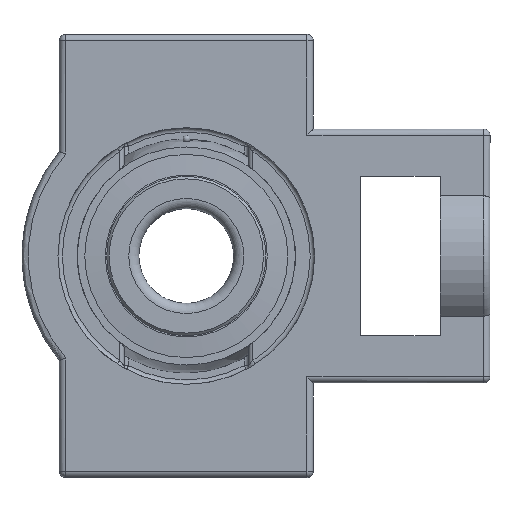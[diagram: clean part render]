
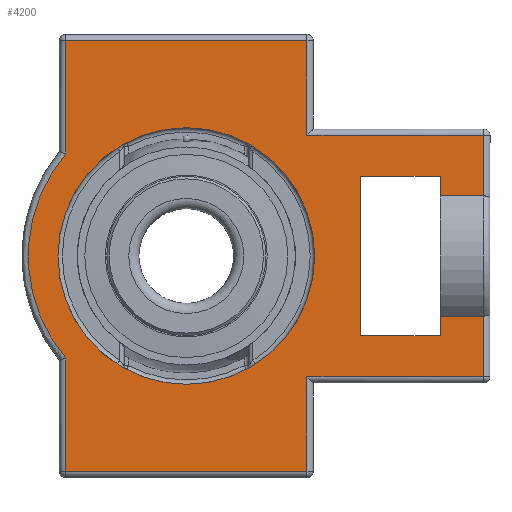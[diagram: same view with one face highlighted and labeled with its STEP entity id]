
A CAD part, left-side view. The second image highlights one B-rep face of the part: STEP entity #4200.
In plain terms, the highlighted face is planar.
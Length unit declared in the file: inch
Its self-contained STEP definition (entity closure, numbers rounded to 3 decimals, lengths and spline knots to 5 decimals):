
#977=VECTOR('',#4920,1.);
#1011=VECTOR('',#5071,1.);
#1012=VECTOR('',#5074,1.);
#1015=VECTOR('',#5084,1.);
#1016=VECTOR('',#5089,1.);
#1018=VECTOR('',#5098,1.);
#1023=VECTOR('',#5109,1.);
#1027=VECTOR('',#5119,1.);
#1030=VECTOR('',#5128,1.);
#1035=VECTOR('',#5139,1.);
#1042=VECTOR('',#5153,1.);
#1043=VECTOR('',#5154,1.);
#1044=VECTOR('',#5155,1.);
#1045=VECTOR('',#5156,1.);
#1046=VECTOR('',#5157,1.);
#1047=VECTOR('',#5158,1.);
#1185=LINE('',#6304,#977);
#1219=LINE('',#6499,#1011);
#1220=LINE('',#6516,#1012);
#1223=LINE('',#6524,#1015);
#1224=LINE('',#6528,#1016);
#1226=LINE('',#6550,#1018);
#1231=LINE('',#6560,#1023);
#1235=LINE('',#6569,#1027);
#1238=LINE('',#6577,#1030);
#1243=LINE('',#6604,#1035);
#1250=LINE('',#6637,#1042);
#1251=LINE('',#6639,#1043);
#1252=LINE('',#6641,#1044);
#1253=LINE('',#6643,#1045);
#1254=LINE('',#6645,#1046);
#1255=LINE('',#6648,#1047);
#1458=PLANE('',#4523);
#1555=VERTEX_POINT('',#6269);
#1558=VERTEX_POINT('',#6278);
#1560=VERTEX_POINT('',#6283);
#1564=VERTEX_POINT('',#6292);
#1566=VERTEX_POINT('',#6297);
#1569=VERTEX_POINT('',#6305);
#1570=VERTEX_POINT('',#6309);
#1573=VERTEX_POINT('',#6316);
#1615=VERTEX_POINT('',#6500);
#1617=VERTEX_POINT('',#6525);
#1618=VERTEX_POINT('',#6529);
#1626=VERTEX_POINT('',#6578);
#1631=VERTEX_POINT('',#6605);
#1638=VERTEX_POINT('',#6638);
#1639=VERTEX_POINT('',#6640);
#1640=VERTEX_POINT('',#6642);
#1641=VERTEX_POINT('',#6644);
#1642=VERTEX_POINT('',#6646);
#1643=VERTEX_POINT('',#6647);
#1887=CIRCLE('',#4416,1.01482);
#1938=CIRCLE('',#4520,1.24921);
#2102=EDGE_CURVE('',#1555,#1555,#1887,.T.);
#2116=EDGE_CURVE('',#1566,#1569,#1185,.T.);
#2187=EDGE_CURVE('',#1573,#1615,#1219,.T.);
#2189=EDGE_CURVE('',#1569,#1573,#1220,.T.);
#2194=EDGE_CURVE('',#1570,#1617,#1223,.T.);
#2196=EDGE_CURVE('',#1618,#1570,#1224,.T.);
#2201=EDGE_CURVE('',#1617,#1564,#1226,.T.);
#2207=EDGE_CURVE('',#1560,#1566,#1231,.T.);
#2212=EDGE_CURVE('',#1564,#1558,#1235,.T.);
#2216=EDGE_CURVE('',#1626,#1560,#1238,.T.);
#2223=EDGE_CURVE('',#1558,#1631,#1243,.T.);
#2225=EDGE_CURVE('',#1631,#1626,#1938,.T.);
#2234=EDGE_CURVE('',#1618,#1638,#1250,.T.);
#2235=EDGE_CURVE('',#1639,#1638,#1251,.T.);
#2236=EDGE_CURVE('',#1640,#1639,#1252,.T.);
#2237=EDGE_CURVE('',#1641,#1640,#1253,.T.);
#2238=EDGE_CURVE('',#1642,#1641,#1254,.T.);
#2239=EDGE_CURVE('',#1643,#1642,#1251,.T.);
#2240=EDGE_CURVE('',#1643,#1615,#1255,.T.);
#2884=ORIENTED_EDGE('',*,*,#2187,.F.);
#2885=ORIENTED_EDGE('',*,*,#2189,.F.);
#2886=ORIENTED_EDGE('',*,*,#2116,.F.);
#2887=ORIENTED_EDGE('',*,*,#2207,.F.);
#2888=ORIENTED_EDGE('',*,*,#2216,.F.);
#2889=ORIENTED_EDGE('',*,*,#2225,.F.);
#2890=ORIENTED_EDGE('',*,*,#2223,.F.);
#2891=ORIENTED_EDGE('',*,*,#2212,.F.);
#2892=ORIENTED_EDGE('',*,*,#2201,.F.);
#2893=ORIENTED_EDGE('',*,*,#2194,.F.);
#2894=ORIENTED_EDGE('',*,*,#2196,.F.);
#2895=ORIENTED_EDGE('',*,*,#2234,.T.);
#2896=ORIENTED_EDGE('',*,*,#2235,.F.);
#2897=ORIENTED_EDGE('',*,*,#2236,.F.);
#2898=ORIENTED_EDGE('',*,*,#2237,.F.);
#2899=ORIENTED_EDGE('',*,*,#2238,.F.);
#2900=ORIENTED_EDGE('',*,*,#2239,.F.);
#2901=ORIENTED_EDGE('',*,*,#2240,.T.);
#2902=ORIENTED_EDGE('',*,*,#2102,.T.);
#3647=EDGE_LOOP('',(#2884,#2885,#2886,#2887,#2888,#2889,#2890,#2891,#2892,
#2893,#2894,#2895,#2896,#2897,#2898,#2899,#2900,#2901));
#3648=EDGE_LOOP('',(#2902));
#3922=FACE_BOUND('',#3647,.T.);
#3923=FACE_BOUND('',#3648,.T.);
#4200=ADVANCED_FACE('',(#3922,#3923),#1458,.T.);
#4416=AXIS2_PLACEMENT_3D('',#6268,#4880,#4881);
#4520=AXIS2_PLACEMENT_3D('',#6621,#5141,#5142);
#4523=AXIS2_PLACEMENT_3D('',#6636,#5152,$);
#4880=DIRECTION('',(0.,0.,-1.));
#4881=DIRECTION('',(0.,1.015,0.));
#4920=DIRECTION('',(-1.,0.,0.));
#5071=DIRECTION('',(-1.,0.,0.));
#5074=DIRECTION('',(0.,-1.,0.));
#5084=DIRECTION('',(0.,1.,0.));
#5089=DIRECTION('',(-1.,0.,0.));
#5098=DIRECTION('',(-1.,0.,0.));
#5109=DIRECTION('',(0.,-1.,0.));
#5119=DIRECTION('',(0.,1.,0.));
#5128=DIRECTION('',(1.,0.,0.));
#5139=DIRECTION('',(1.,0.,0.));
#5141=DIRECTION('',(0.,0.,-1.));
#5142=DIRECTION('',(0.,1.249,0.));
#5152=DIRECTION('',(0.,0.,1.));
#5153=DIRECTION('',(0.,1.,0.));
#5154=DIRECTION('',(1.,0.,0.));
#5155=DIRECTION('',(0.,-1.,0.));
#5156=DIRECTION('',(-1.,0.,0.));
#5157=DIRECTION('',(0.,1.,0.));
#5158=DIRECTION('',(0.,-1.,0.));
#6268=CARTESIAN_POINT('',(0.,0.,0.41339));
#6269=CARTESIAN_POINT('',(0.,1.01482,0.41339));
#6278=CARTESIAN_POINT('',(-1.70197,0.95394,0.41339));
#6283=CARTESIAN_POINT('',(1.70197,0.95394,0.41339));
#6292=CARTESIAN_POINT('',(-1.70197,-0.95394,0.41339));
#6297=CARTESIAN_POINT('',(1.70197,-0.95394,0.41339));
#6304=CARTESIAN_POINT('',(0.31935,-0.95394,0.41339));
#6305=CARTESIAN_POINT('',(0.95394,-0.95394,0.41339));
#6309=CARTESIAN_POINT('',(-0.95394,-2.35157,0.41339));
#6316=CARTESIAN_POINT('',(0.95394,-2.35157,0.41339));
#6499=CARTESIAN_POINT('',(-0.62062,-2.35157,0.41339));
#6500=CARTESIAN_POINT('',(0.4753,-2.35157,0.41339));
#6516=CARTESIAN_POINT('',(0.95394,-1.17454,0.41339));
#6524=CARTESIAN_POINT('',(-0.95394,-1.17454,0.41339));
#6525=CARTESIAN_POINT('',(-0.95394,-0.95394,0.41339));
#6528=CARTESIAN_POINT('',(-0.62062,-2.35157,0.41339));
#6529=CARTESIAN_POINT('',(-0.4753,-2.35157,0.41339));
#6550=CARTESIAN_POINT('',(-1.05861,-0.95394,0.41339));
#6560=CARTESIAN_POINT('',(1.70197,-0.32316,0.41339));
#6569=CARTESIAN_POINT('',(-1.70197,-0.32316,0.41339));
#6577=CARTESIAN_POINT('',(0.27453,0.95394,0.41339));
#6578=CARTESIAN_POINT('',(0.80656,0.95394,0.41339));
#6604=CARTESIAN_POINT('',(-1.01379,0.95394,0.41339));
#6605=CARTESIAN_POINT('',(-0.80656,0.95394,0.41339));
#6621=CARTESIAN_POINT('',(0.,0.,0.41339));
#6636=CARTESIAN_POINT('',(-0.73926,-0.64632,0.41339));
#6637=CARTESIAN_POINT('',(-0.4753,-2.20472,0.41339));
#6638=CARTESIAN_POINT('',(-0.4753,-2.00787,0.41339));
#6639=CARTESIAN_POINT('',(-0.62992,-2.00787,0.41339));
#6640=CARTESIAN_POINT('',(-0.62992,-2.00787,0.41339));
#6641=CARTESIAN_POINT('',(-0.62992,-1.37795,0.41339));
#6642=CARTESIAN_POINT('',(-0.62992,-1.37795,0.41339));
#6643=CARTESIAN_POINT('',(0.,-1.37795,0.41339));
#6644=CARTESIAN_POINT('',(0.62992,-1.37795,0.41339));
#6645=CARTESIAN_POINT('',(0.62992,-1.37795,0.41339));
#6646=CARTESIAN_POINT('',(0.62992,-2.00787,0.41339));
#6647=CARTESIAN_POINT('',(0.4753,-2.00787,0.41339));
#6648=CARTESIAN_POINT('',(0.4753,-2.20472,0.41339));
